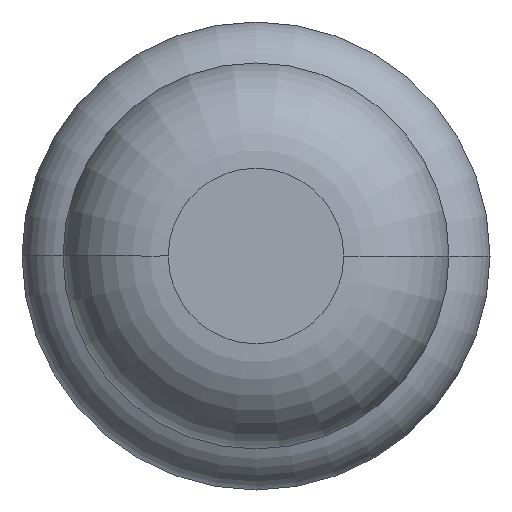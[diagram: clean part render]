
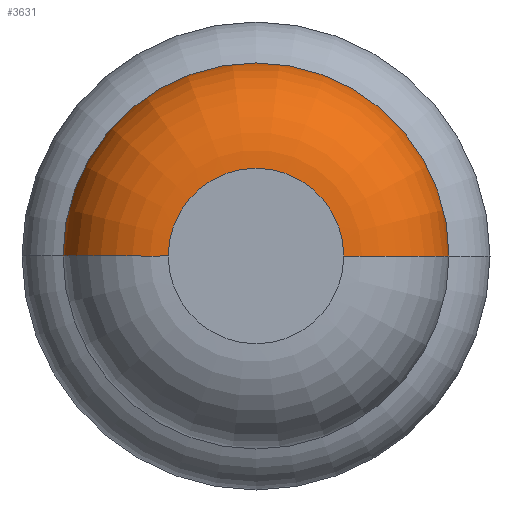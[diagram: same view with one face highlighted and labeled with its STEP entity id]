
A CAD part, front view. The second image highlights one B-rep face of the part: STEP entity #3631.
In plain terms, the highlighted toroidal (fillet/blend) face has major radius 0.375 mm and minor radius 0.45 mm.
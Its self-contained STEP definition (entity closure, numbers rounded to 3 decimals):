
#6 = DIRECTION ( 'NONE',  ( 1., 0., 0. ) ) ;
#428 = EDGE_LOOP ( 'NONE', ( #3220, #3841, #548, #641 ) ) ;
#516 = EDGE_CURVE ( 'Defeature ausgef�hrt1_35+Defeature ausgef�hrt1_36+Defeature ausgef�hrt1_36+Defeature ausgef�hrt1_36', #4267, #1586, #1564, .T. ) ;
#530 = FACE_OUTER_BOUND ( 'NONE', #428, .T. ) ;
#548 = ORIENTED_EDGE ( 'NONE', *, *, #2389, .F. ) ;
#568 = CIRCLE ( 'NONE', #584, 0.375 ) ;
#584 = AXIS2_PLACEMENT_3D ( 'NONE', #4586, #2354, #4133 ) ;
#641 = ORIENTED_EDGE ( 'NONE', *, *, #3004, .F. ) ;
#709 = VERTEX_POINT ( 'NONE', #2795 ) ;
#1140 = DIRECTION ( 'NONE',  ( 0., 0., 1. ) ) ;
#1176 = CARTESIAN_POINT ( 'NONE',  ( -0.375, -31.55, 0. ) ) ;
#1179 = CARTESIAN_POINT ( 'NONE',  ( 0.375, -32., 0. ) ) ;
#1445 = DIRECTION ( 'NONE',  ( 0., -1., 0. ) ) ;
#1544 = AXIS2_PLACEMENT_3D ( 'NONE', #1801, #4781, #6 ) ;
#1564 = CIRCLE ( 'NONE', #1544, 0.825 ) ;
#1586 = VERTEX_POINT ( 'NONE', #4311 ) ;
#1801 = CARTESIAN_POINT ( 'NONE',  ( 0., -31.55, 0. ) ) ;
#2127 = AXIS2_PLACEMENT_3D ( 'NONE', #4340, #2479, #3597 ) ;
#2130 = DIRECTION ( 'NONE',  ( 1., 0., 0. ) ) ;
#2354 = DIRECTION ( 'NONE',  ( 0., -1., 0. ) ) ;
#2389 = EDGE_CURVE ( 'Defeature ausgef�hrt1_34+Defeature ausgef�hrt1_35+Defeature ausgef�hrt1_35+Defeature ausgef�hrt1_35', #3854, #709, #568, .T. ) ;
#2470 = CIRCLE ( 'NONE', #4071, 0.45 ) ;
#2479 = DIRECTION ( 'NONE',  ( 0., 0., -1. ) ) ;
#2669 = CARTESIAN_POINT ( 'NONE',  ( 0.825, -31.55, 0. ) ) ;
#2795 = CARTESIAN_POINT ( 'NONE',  ( -0.375, -32., 0. ) ) ;
#2894 = CARTESIAN_POINT ( 'NONE',  ( 0., -31.55, 0. ) ) ;
#2964 = DIRECTION ( 'NONE',  ( 1., 0., 0. ) ) ;
#3004 = EDGE_CURVE ( 'NONE', #4267, #3854, #4033, .T. ) ;
#3220 = ORIENTED_EDGE ( 'NONE', *, *, #516, .T. ) ;
#3597 = DIRECTION ( 'NONE',  ( -1., 0., 0. ) ) ;
#3602 = AXIS2_PLACEMENT_3D ( 'NONE', #2894, #1445, #2130 ) ;
#3631 = ADVANCED_FACE ( 'Defeature ausgef�hrt1_35', ( #530 ), #4034, .T. ) ;
#3841 = ORIENTED_EDGE ( 'NONE', *, *, #4130, .T. ) ;
#3854 = VERTEX_POINT ( 'NONE', #1179 ) ;
#4033 = CIRCLE ( 'NONE', #2127, 0.45 ) ;
#4034 = TOROIDAL_SURFACE ( 'NONE', #3602, 0.375, 0.45 ) ;
#4071 = AXIS2_PLACEMENT_3D ( 'NONE', #1176, #1140, #2964 ) ;
#4130 = EDGE_CURVE ( 'NONE', #1586, #709, #2470, .T. ) ;
#4133 = DIRECTION ( 'NONE',  ( 1., 0., 0. ) ) ;
#4267 = VERTEX_POINT ( 'NONE', #2669 ) ;
#4311 = CARTESIAN_POINT ( 'NONE',  ( -0.825, -31.55, 0. ) ) ;
#4340 = CARTESIAN_POINT ( 'NONE',  ( 0.375, -31.55, 0. ) ) ;
#4586 = CARTESIAN_POINT ( 'NONE',  ( 0., -32., 0. ) ) ;
#4781 = DIRECTION ( 'NONE',  ( 0., -1., 0. ) ) ;
